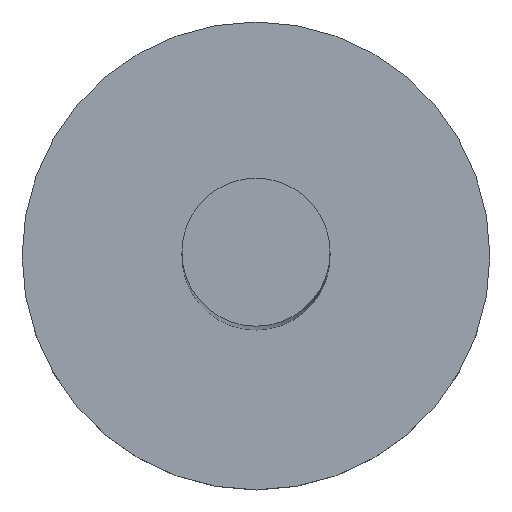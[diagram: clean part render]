
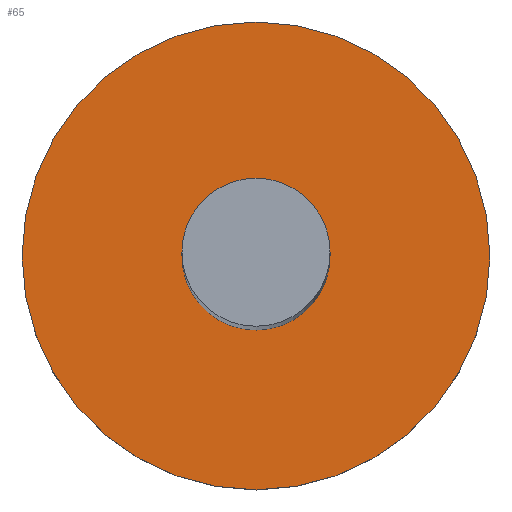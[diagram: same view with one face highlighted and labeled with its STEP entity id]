
A CAD part, top view. The second image highlights one B-rep face of the part: STEP entity #65.
In plain terms, the highlighted planar face has unit normal (0, 0, 1).
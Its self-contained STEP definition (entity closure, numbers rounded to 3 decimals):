
#15=FACE_BOUND('',#28,.T.);
#17=PLANE('',#88);
#22=FACE_OUTER_BOUND('',#27,.T.);
#27=EDGE_LOOP('',(#57));
#28=EDGE_LOOP('',(#58));
#35=CIRCLE('',#83,0.95);
#37=CIRCLE('',#87,3.);
#39=VERTEX_POINT('',#116);
#41=VERTEX_POINT('',#123);
#44=EDGE_CURVE('',#39,#39,#35,.T.);
#47=EDGE_CURVE('',#41,#41,#37,.T.);
#57=ORIENTED_EDGE('',*,*,#47,.T.);
#58=ORIENTED_EDGE('',*,*,#44,.T.);
#65=ADVANCED_FACE('',(#22,#15),#17,.T.);
#83=AXIS2_PLACEMENT_3D('',#118,#97,#98);
#87=AXIS2_PLACEMENT_3D('',#125,#106,#107);
#88=AXIS2_PLACEMENT_3D('',#126,#108,#109);
#97=DIRECTION('center_axis',(0.,0.,-1.));
#98=DIRECTION('ref_axis',(1.,0.,0.));
#106=DIRECTION('center_axis',(0.,0.,1.));
#107=DIRECTION('ref_axis',(1.,0.,0.));
#108=DIRECTION('center_axis',(0.,0.,1.));
#109=DIRECTION('ref_axis',(1.,0.,0.));
#116=CARTESIAN_POINT('',(-0.95,0.,0.));
#118=CARTESIAN_POINT('Origin',(0.,0.,0.));
#123=CARTESIAN_POINT('',(-3.,0.,0.));
#125=CARTESIAN_POINT('Origin',(0.,0.,0.));
#126=CARTESIAN_POINT('Origin',(0.,0.,0.));
